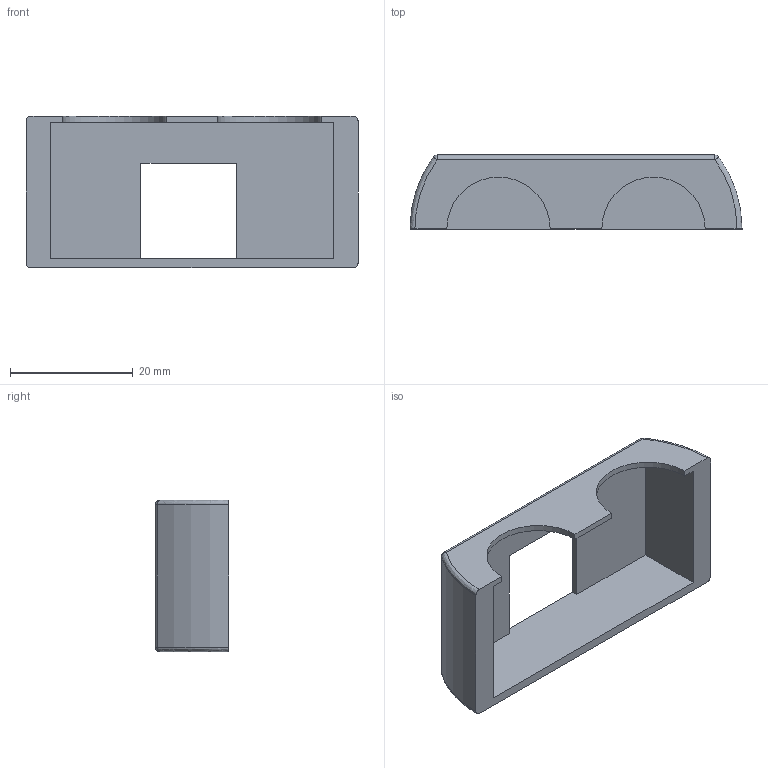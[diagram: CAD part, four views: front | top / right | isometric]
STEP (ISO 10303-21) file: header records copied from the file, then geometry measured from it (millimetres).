
FILE_DESCRIPTION (( 'STEP AP203' ), '1' );
FILE_NAME ('UScA_1.STEP', '2019-02-21T11:20:54', ( '' ), ( '' ), 'SwSTEP 2.0', 'SolidWorks 2018', '' );
FILE_SCHEMA (( 'CONFIG_CONTROL_DESIGN' ));
Length unit declared in the file: millimetre
Products named in the file (1): UScA_1
Bounding box: 54 x 12 x 24.7 mm (x, y, z)
Volume: 3534 mm3; surface area: 4945.2 mm2
Topology: 1 solids, 1 shells, 29 faces, 72 edges, 44 vertices
Faces by surface type: plane 13, cylinder 8, bspline 8
Entity records: 1099 total; most frequent: CARTESIAN_POINT 362, ORIENTED_EDGE 144, DIRECTION 128, EDGE_CURVE 72, VERTEX_POINT 44, LINE 44, VECTOR 44, AXIS2_PLACEMENT_3D 42
